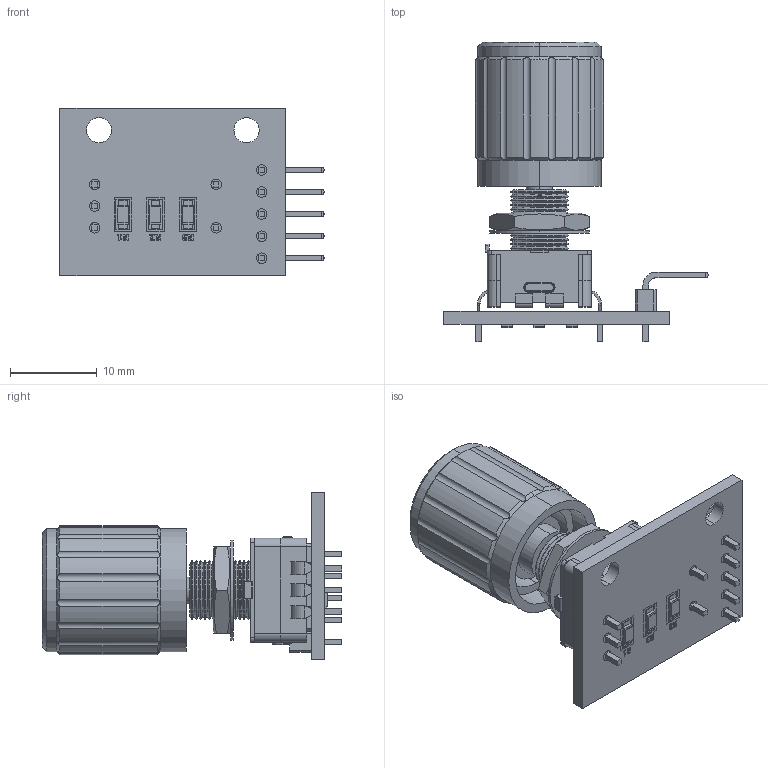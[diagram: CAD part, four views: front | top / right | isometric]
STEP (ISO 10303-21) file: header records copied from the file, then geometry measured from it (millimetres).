
FILE_DESCRIPTION (( 'STEP AP203' ), '1' );
FILE_NAME ('STEP Rotary Encoder Knob Module.STEP', '2019-11-04T20:02:32', ( '' ), ( '' ), 'SwSTEP 2.0', 'SolidWorks 2019', '' );
FILE_SCHEMA (( 'CONFIG_CONTROL_DESIGN' ));
Length unit declared in the file: millimetre
Products named in the file (2): STEP Rotary Encoder Knob Module
Bounding box: 30.43 x 34.5 x 19.25 mm (x, y, z)
Volume: 4305.2 mm3; surface area: 6904.9 mm2
Topology: 9 solids, 9 shells, 1012 faces, 2604 edges, 1687 vertices
Faces by surface type: plane 534, cylinder 222, bspline 174, cone 70, torus 12
Entity records: 38317 total; most frequent: CARTESIAN_POINT 14583, ORIENTED_EDGE 5208, DIRECTION 4254, EDGE_CURVE 2604, LINE 1730, VECTOR 1730, VERTEX_POINT 1687, AXIS2_PLACEMENT_3D 1262
